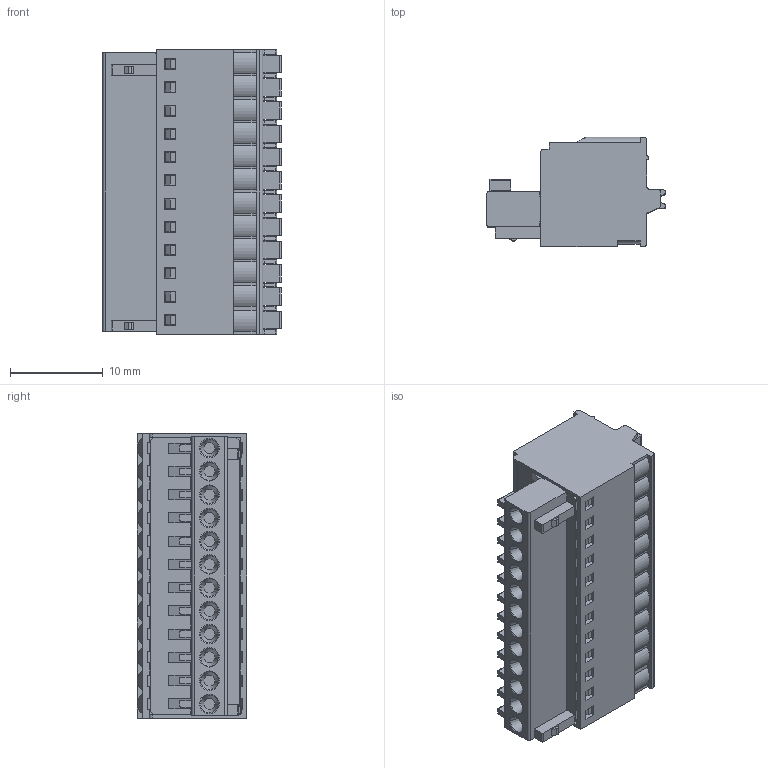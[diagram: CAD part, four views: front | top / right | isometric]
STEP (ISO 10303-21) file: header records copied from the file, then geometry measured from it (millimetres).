
FILE_DESCRIPTION((''),'2;1');
FILE_NAME('TLPS-006-03P','2024-09-14T',('sheji'),(''),'PRO/ENGINEER BY PARAMETRIC TECHNOLOGY CORPORATION, 2015240','PRO/ENGINEER BY PARAMETRIC TECHNOLOGY CORPORATION, 2015240','');
FILE_SCHEMA(('CONFIG_CONTROL_DESIGN'));
Length unit declared in the file: millimetre
Products named in the file (1): TLPS-006-03P
Bounding box: 19.2 x 11.75 x 30.6 mm (x, y, z)
Volume: 4292 mm3; surface area: 3490.7 mm2
Topology: 1 solids, 12 shells, 1344 faces, 3634 edges, 2398 vertices
Faces by surface type: plane 956, cylinder 292, cone 60, torus 24, sphere 12
Entity records: 42690 total; most frequent: CARTESIAN_POINT 8240, ORIENTED_EDGE 7268, DIRECTION 6994, EDGE_CURVE 3634, VECTOR 2818, LINE 2818, VERTEX_POINT 2398, AXIS2_PLACEMENT_3D 2088
